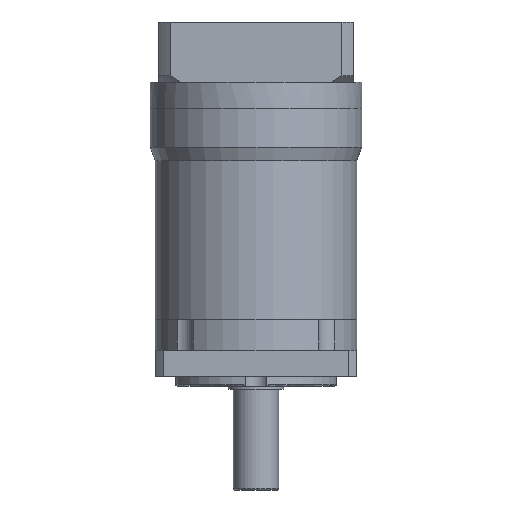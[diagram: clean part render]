
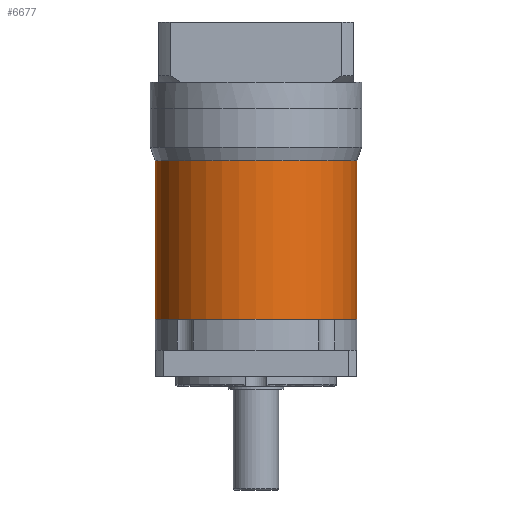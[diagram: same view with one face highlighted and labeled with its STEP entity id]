
A CAD part, front view. The second image highlights one B-rep face of the part: STEP entity #6677.
In plain terms, the highlighted cylindrical face has radius 31 mm (diameter 62 mm), a partial arc.
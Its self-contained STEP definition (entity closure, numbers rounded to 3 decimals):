
#407 = DIRECTION ( 'NONE',  ( 0., 0., 1. ) ) ;
#483 = LINE ( 'NONE', #3475, #3922 ) ;
#485 = AXIS2_PLACEMENT_3D ( 'NONE', #3659, #8486, #4336 ) ;
#712 = LINE ( 'NONE', #8473, #7611 ) ;
#769 = CIRCLE ( 'NONE', #485, 31. ) ;
#847 = EDGE_CURVE ( 'NONE', #6573, #7061, #712, .T. ) ;
#929 = DIRECTION ( 'NONE',  ( 0., 0., -1. ) ) ;
#1066 = EDGE_LOOP ( 'NONE', ( #4732, #8704, #6590, #7225 ) ) ;
#1587 = EDGE_CURVE ( 'NONE', #3249, #5660, #483, .T. ) ;
#1725 = CARTESIAN_POINT ( 'NONE',  ( 31., 0., -24.12 ) ) ;
#1991 = DIRECTION ( 'NONE',  ( 1., 0., 0. ) ) ;
#2351 = CARTESIAN_POINT ( 'NONE',  ( -31., 0., -24.12 ) ) ;
#3249 = VERTEX_POINT ( 'NONE', #4404 ) ;
#3337 = DIRECTION ( 'NONE',  ( 0., 0., 1. ) ) ;
#3475 = CARTESIAN_POINT ( 'NONE',  ( -31., 0., -90.5 ) ) ;
#3659 = CARTESIAN_POINT ( 'NONE',  ( 0., 0., -24.12 ) ) ;
#3922 = VECTOR ( 'NONE', #7050, 1000. ) ;
#4336 = DIRECTION ( 'NONE',  ( 1., 0., 0. ) ) ;
#4404 = CARTESIAN_POINT ( 'NONE',  ( -31., 0., -73. ) ) ;
#4732 = ORIENTED_EDGE ( 'NONE', *, *, #1587, .F. ) ;
#5044 = CARTESIAN_POINT ( 'NONE',  ( 0., 0., -73. ) ) ;
#5660 = VERTEX_POINT ( 'NONE', #2351 ) ;
#5750 = DIRECTION ( 'NONE',  ( -1., 0., 0. ) ) ;
#5882 = EDGE_CURVE ( 'NONE', #6573, #3249, #8241, .T. ) ;
#6573 = VERTEX_POINT ( 'NONE', #7253 ) ;
#6590 = ORIENTED_EDGE ( 'NONE', *, *, #847, .T. ) ;
#6677 = ADVANCED_FACE ( 'NONE', ( #7508 ), #8444, .T. ) ;
#7050 = DIRECTION ( 'NONE',  ( 0., 0., 1. ) ) ;
#7061 = VERTEX_POINT ( 'NONE', #1725 ) ;
#7161 = EDGE_CURVE ( 'NONE', #7061, #5660, #769, .T. ) ;
#7225 = ORIENTED_EDGE ( 'NONE', *, *, #7161, .T. ) ;
#7253 = CARTESIAN_POINT ( 'NONE',  ( 31., 0., -73. ) ) ;
#7500 = CARTESIAN_POINT ( 'NONE',  ( 0., 0., -90.5 ) ) ;
#7508 = FACE_OUTER_BOUND ( 'NONE', #1066, .T. ) ;
#7611 = VECTOR ( 'NONE', #407, 1000. ) ;
#8241 = CIRCLE ( 'NONE', #8668, 31. ) ;
#8364 = AXIS2_PLACEMENT_3D ( 'NONE', #7500, #3337, #1991 ) ;
#8444 = CYLINDRICAL_SURFACE ( 'NONE', #8364, 31. ) ;
#8473 = CARTESIAN_POINT ( 'NONE',  ( 31., 0., -90.5 ) ) ;
#8486 = DIRECTION ( 'NONE',  ( 0., 0., -1. ) ) ;
#8668 = AXIS2_PLACEMENT_3D ( 'NONE', #5044, #929, #5750 ) ;
#8704 = ORIENTED_EDGE ( 'NONE', *, *, #5882, .F. ) ;
